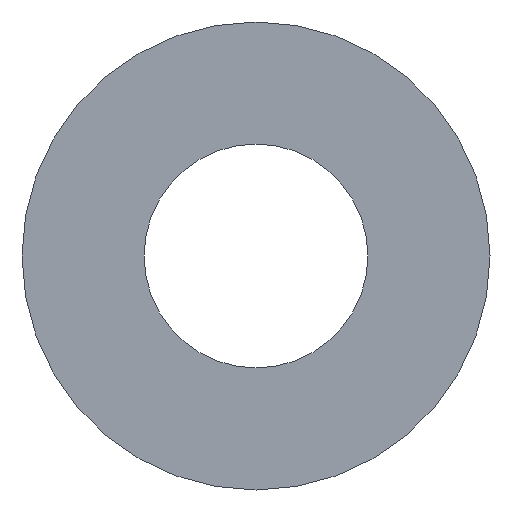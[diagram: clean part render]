
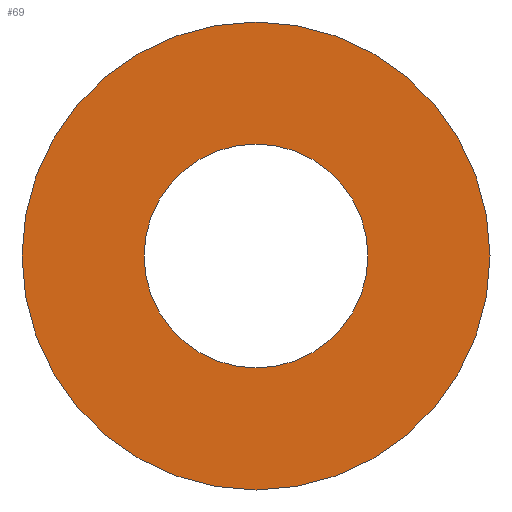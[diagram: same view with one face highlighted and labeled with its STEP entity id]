
A CAD part, front view. The second image highlights one B-rep face of the part: STEP entity #69.
In plain terms, the highlighted planar face has unit normal (0, -1, 0).
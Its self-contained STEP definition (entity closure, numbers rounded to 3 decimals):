
#5 = DIRECTION ( 'NONE',  ( 0., 0., 1. ) ) ;
#11 = CIRCLE ( 'NONE', #15, 23. ) ;
#12 = ORIENTED_EDGE ( 'NONE', *, *, #195, .T. ) ;
#14 = DIRECTION ( 'NONE',  ( 0., 0., 1. ) ) ;
#15 = AXIS2_PLACEMENT_3D ( 'NONE', #109, #96, #14 ) ;
#22 = PLANE ( 'NONE',  #60 ) ;
#25 = VERTEX_POINT ( 'NONE', #127 ) ;
#26 = AXIS2_PLACEMENT_3D ( 'NONE', #99, #156, #37 ) ;
#37 = DIRECTION ( 'NONE',  ( 0., 0., 1. ) ) ;
#41 = EDGE_CURVE ( 'NONE', #163, #25, #63, .T. ) ;
#49 = EDGE_CURVE ( 'NONE', #183, #148, #11, .T. ) ;
#50 = DIRECTION ( 'NONE',  ( 0., 0., 1. ) ) ;
#52 = FACE_BOUND ( 'NONE', #137, .T. ) ;
#56 = ORIENTED_EDGE ( 'NONE', *, *, #49, .F. ) ;
#60 = AXIS2_PLACEMENT_3D ( 'NONE', #182, #115, #135 ) ;
#63 = CIRCLE ( 'NONE', #151, 11. ) ;
#69 = ADVANCED_FACE ( 'NONE', ( #72, #52 ), #22, .F. ) ;
#72 = FACE_OUTER_BOUND ( 'NONE', #131, .T. ) ;
#73 = ORIENTED_EDGE ( 'NONE', *, *, #41, .T. ) ;
#79 = EDGE_CURVE ( 'NONE', #148, #183, #176, .T. ) ;
#89 = CARTESIAN_POINT ( 'NONE',  ( 0., 0., 0. ) ) ;
#96 = DIRECTION ( 'NONE',  ( 0., 1., 0. ) ) ;
#99 = CARTESIAN_POINT ( 'NONE',  ( 0., 0., 0. ) ) ;
#101 = CIRCLE ( 'NONE', #26, 11. ) ;
#109 = CARTESIAN_POINT ( 'NONE',  ( 0., 0., 0. ) ) ;
#110 = CARTESIAN_POINT ( 'NONE',  ( 0., 0., 0. ) ) ;
#115 = DIRECTION ( 'NONE',  ( 0., 1., 0. ) ) ;
#119 = AXIS2_PLACEMENT_3D ( 'NONE', #89, #132, #5 ) ;
#127 = CARTESIAN_POINT ( 'NONE',  ( 0., 0., -11. ) ) ;
#129 = CARTESIAN_POINT ( 'NONE',  ( 0., 0., 11. ) ) ;
#131 = EDGE_LOOP ( 'NONE', ( #56, #133 ) ) ;
#132 = DIRECTION ( 'NONE',  ( 0., 1., 0. ) ) ;
#133 = ORIENTED_EDGE ( 'NONE', *, *, #79, .F. ) ;
#135 = DIRECTION ( 'NONE',  ( 0., 0., 1. ) ) ;
#136 = CARTESIAN_POINT ( 'NONE',  ( 0., 0., -23. ) ) ;
#137 = EDGE_LOOP ( 'NONE', ( #12, #73 ) ) ;
#148 = VERTEX_POINT ( 'NONE', #161 ) ;
#151 = AXIS2_PLACEMENT_3D ( 'NONE', #110, #179, #50 ) ;
#156 = DIRECTION ( 'NONE',  ( 0., 1., 0. ) ) ;
#161 = CARTESIAN_POINT ( 'NONE',  ( 0., 0., 23. ) ) ;
#163 = VERTEX_POINT ( 'NONE', #129 ) ;
#176 = CIRCLE ( 'NONE', #119, 23. ) ;
#179 = DIRECTION ( 'NONE',  ( 0., 1., 0. ) ) ;
#182 = CARTESIAN_POINT ( 'NONE',  ( 0., 0., 0. ) ) ;
#183 = VERTEX_POINT ( 'NONE', #136 ) ;
#195 = EDGE_CURVE ( 'NONE', #25, #163, #101, .T. ) ;
